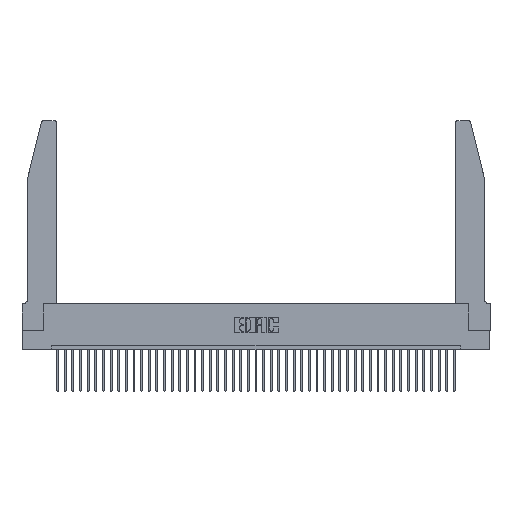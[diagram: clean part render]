
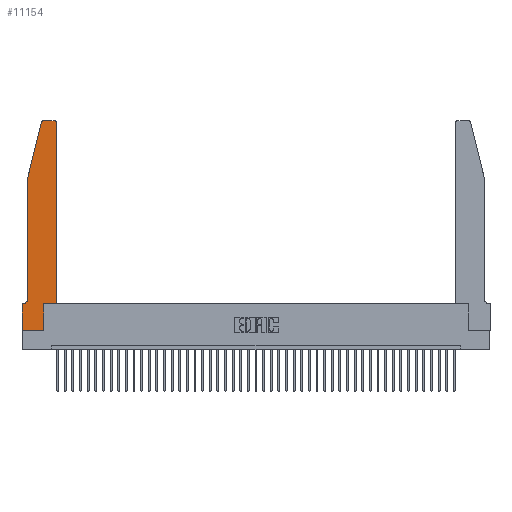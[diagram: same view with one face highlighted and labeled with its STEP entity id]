
A CAD part, top view. The second image highlights one B-rep face of the part: STEP entity #11154.
In plain terms, the highlighted planar face has unit normal (0, 0, 1).
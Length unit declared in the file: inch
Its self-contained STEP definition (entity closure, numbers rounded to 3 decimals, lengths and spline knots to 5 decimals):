
#284 = VECTOR ( 'NONE', #21915, 39.37008 ) ;
#495 = CARTESIAN_POINT ( 'NONE',  ( 0., 0., 0.37 ) ) ;
#644 = CARTESIAN_POINT ( 'NONE',  ( 0.0755, 2., 0.37 ) ) ;
#1064 = VERTEX_POINT ( 'NONE', #8312 ) ;
#1085 = VERTEX_POINT ( 'NONE', #7879 ) ;
#1414 = CARTESIAN_POINT ( 'NONE',  ( 0.0055, 0.42, 0.37 ) ) ;
#1569 = DIRECTION ( 'NONE',  ( -1., 0., 0. ) ) ;
#2399 = EDGE_CURVE ( 'NONE', #34415, #11720, #34090, .T. ) ;
#3091 = ORIENTED_EDGE ( 'NONE', *, *, #2399, .T. ) ;
#3629 = CARTESIAN_POINT ( 'NONE',  ( 0., 0., 0.37 ) ) ;
#3745 = EDGE_CURVE ( 'NONE', #32980, #41031, #27782, .T. ) ;
#4091 = EDGE_CURVE ( 'NONE', #41568, #5656, #20451, .T. ) ;
#4230 = VERTEX_POINT ( 'NONE', #29064 ) ;
#4273 = ORIENTED_EDGE ( 'NONE', *, *, #32842, .T. ) ;
#5158 = CARTESIAN_POINT ( 'NONE',  ( 0.4205, 2.72, 0.37 ) ) ;
#5393 = EDGE_CURVE ( 'NONE', #11720, #41568, #39671, .T. ) ;
#5656 = VERTEX_POINT ( 'NONE', #35991 ) ;
#6127 = ORIENTED_EDGE ( 'NONE', *, *, #9983, .T. ) ;
#6247 = AXIS2_PLACEMENT_3D ( 'NONE', #26668, #19943, #39567 ) ;
#7219 = FACE_OUTER_BOUND ( 'NONE', #42002, .T. ) ;
#7756 = CARTESIAN_POINT ( 'NONE',  ( 0., 0.35, 0.37 ) ) ;
#7879 = CARTESIAN_POINT ( 'NONE',  ( 0.284, 2.75, 0.37 ) ) ;
#8227 = VERTEX_POINT ( 'NONE', #42070 ) ;
#8312 = CARTESIAN_POINT ( 'NONE',  ( 0.25487, 2.72718, 0.37 ) ) ;
#8719 = DIRECTION ( 'NONE',  ( -1., 0., 0. ) ) ;
#9983 = EDGE_CURVE ( 'NONE', #1085, #1064, #35974, .T. ) ;
#11154 = ADVANCED_FACE ( 'NONE', ( #7219 ), #34180, .T. ) ;
#11207 = AXIS2_PLACEMENT_3D ( 'NONE', #1414, #14981, #1569 ) ;
#11720 = VERTEX_POINT ( 'NONE', #29589 ) ;
#11821 = EDGE_CURVE ( 'NONE', #1064, #34415, #38486, .T. ) ;
#12364 = EDGE_CURVE ( 'NONE', #4230, #1085, #31685, .T. ) ;
#12749 = CARTESIAN_POINT ( 'NONE',  ( 0.2865, 0., 0.37 ) ) ;
#12761 = CARTESIAN_POINT ( 'NONE',  ( 0.0755, 2., 0.37 ) ) ;
#13170 = ORIENTED_EDGE ( 'NONE', *, *, #43085, .T. ) ;
#13605 = LINE ( 'NONE', #33123, #20933 ) ;
#14101 = CARTESIAN_POINT ( 'NONE',  ( 0.4505, 0.35, 0.37 ) ) ;
#14306 = VECTOR ( 'NONE', #30999, 39.37008 ) ;
#14981 = DIRECTION ( 'NONE',  ( 0., 0., -1. ) ) ;
#15221 = DIRECTION ( 'NONE',  ( 1., 0., 0. ) ) ;
#16375 = ORIENTED_EDGE ( 'NONE', *, *, #11821, .T. ) ;
#16794 = AXIS2_PLACEMENT_3D ( 'NONE', #5158, #28519, #15221 ) ;
#16995 = LINE ( 'NONE', #3629, #27457 ) ;
#18045 = LINE ( 'NONE', #24978, #284 ) ;
#19943 = DIRECTION ( 'NONE',  ( 0., 0., 1. ) ) ;
#20451 = LINE ( 'NONE', #38717, #27251 ) ;
#20933 = VECTOR ( 'NONE', #26632, 39.37008 ) ;
#21915 = DIRECTION ( 'NONE',  ( 0., 1., 0. ) ) ;
#22246 = EDGE_CURVE ( 'NONE', #35600, #8227, #18045, .T. ) ;
#23021 = ORIENTED_EDGE ( 'NONE', *, *, #31902, .T. ) ;
#23072 = ORIENTED_EDGE ( 'NONE', *, *, #4091, .T. ) ;
#23634 = EDGE_CURVE ( 'NONE', #5656, #26926, #42926, .T. ) ;
#24204 = ORIENTED_EDGE ( 'NONE', *, *, #3745, .T. ) ;
#24423 = VECTOR ( 'NONE', #8719, 39.37008 ) ;
#24469 = VECTOR ( 'NONE', #36178, 39.37008 ) ;
#24978 = CARTESIAN_POINT ( 'NONE',  ( 0.4505, 0.35, 0.37 ) ) ;
#25735 = VECTOR ( 'NONE', #33194, 39.37008 ) ;
#26352 = VECTOR ( 'NONE', #37330, 39.37008 ) ;
#26632 = DIRECTION ( 'NONE',  ( 1., 0., 0. ) ) ;
#26668 = CARTESIAN_POINT ( 'NONE',  ( 0.284, 2.72, 0.37 ) ) ;
#26687 = CARTESIAN_POINT ( 'NONE',  ( 0.2865, 0.35, 0.37 ) ) ;
#26715 = CARTESIAN_POINT ( 'NONE',  ( 0.2865, 0.35, 0.37 ) ) ;
#26801 = ORIENTED_EDGE ( 'NONE', *, *, #12364, .T. ) ;
#26926 = VERTEX_POINT ( 'NONE', #40064 ) ;
#27251 = VECTOR ( 'NONE', #28898, 39.37008 ) ;
#27457 = VECTOR ( 'NONE', #33751, 39.37008 ) ;
#27533 = ORIENTED_EDGE ( 'NONE', *, *, #23634, .T. ) ;
#27782 = LINE ( 'NONE', #26715, #25735 ) ;
#28170 = ORIENTED_EDGE ( 'NONE', *, *, #5393, .T. ) ;
#28519 = DIRECTION ( 'NONE',  ( 0., 0., 1. ) ) ;
#28898 = DIRECTION ( 'NONE',  ( -1., 0., 0. ) ) ;
#29064 = CARTESIAN_POINT ( 'NONE',  ( 0.4205, 2.75, 0.37 ) ) ;
#29589 = CARTESIAN_POINT ( 'NONE',  ( 0.0755, 0.42, 0.37 ) ) ;
#30693 = CARTESIAN_POINT ( 'NONE',  ( 0.0755, 2., 0.37 ) ) ;
#30861 = ORIENTED_EDGE ( 'NONE', *, *, #22246, .T. ) ;
#30999 = DIRECTION ( 'NONE',  ( 0., -1., 0. ) ) ;
#31163 = DIRECTION ( 'NONE',  ( 0., 0., 1. ) ) ;
#31465 = DIRECTION ( 'NONE',  ( 1., 0., 0. ) ) ;
#31685 = LINE ( 'NONE', #32193, #24423 ) ;
#31902 = EDGE_CURVE ( 'NONE', #26926, #32980, #16995, .T. ) ;
#32193 = CARTESIAN_POINT ( 'NONE',  ( 0.2605, 2.75, 0.37 ) ) ;
#32842 = EDGE_CURVE ( 'NONE', #8227, #4230, #36683, .T. ) ;
#32980 = VERTEX_POINT ( 'NONE', #12749 ) ;
#33123 = CARTESIAN_POINT ( 'NONE',  ( 0.4505, 0.35, 0.37 ) ) ;
#33194 = DIRECTION ( 'NONE',  ( 0., 1., 0. ) ) ;
#33751 = DIRECTION ( 'NONE',  ( 1., 0., 0. ) ) ;
#34090 = LINE ( 'NONE', #30693, #14306 ) ;
#34180 = PLANE ( 'NONE',  #36423 ) ;
#34415 = VERTEX_POINT ( 'NONE', #644 ) ;
#35600 = VERTEX_POINT ( 'NONE', #14101 ) ;
#35974 = CIRCLE ( 'NONE', #6247, 0.03 ) ;
#35991 = CARTESIAN_POINT ( 'NONE',  ( 0., 0.35, 0.37 ) ) ;
#36178 = DIRECTION ( 'NONE',  ( -0.239, -0.971, 0. ) ) ;
#36423 = AXIS2_PLACEMENT_3D ( 'NONE', #7756, #31163, #31465 ) ;
#36683 = CIRCLE ( 'NONE', #16794, 0.03 ) ;
#37330 = DIRECTION ( 'NONE',  ( 0., -1., 0. ) ) ;
#38486 = LINE ( 'NONE', #12761, #24469 ) ;
#38717 = CARTESIAN_POINT ( 'NONE',  ( 0.0755, 0.35, 0.37 ) ) ;
#39567 = DIRECTION ( 'NONE',  ( 1., 0., 0. ) ) ;
#39671 = CIRCLE ( 'NONE', #11207, 0.07 ) ;
#40064 = CARTESIAN_POINT ( 'NONE',  ( 0., 0., 0.37 ) ) ;
#41031 = VERTEX_POINT ( 'NONE', #26687 ) ;
#41568 = VERTEX_POINT ( 'NONE', #43025 ) ;
#42002 = EDGE_LOOP ( 'NONE', ( #26801, #6127, #16375, #3091, #28170, #23072, #27533, #23021, #24204, #13170, #30861, #4273 ) ) ;
#42070 = CARTESIAN_POINT ( 'NONE',  ( 0.4505, 2.72, 0.37 ) ) ;
#42926 = LINE ( 'NONE', #495, #26352 ) ;
#43025 = CARTESIAN_POINT ( 'NONE',  ( 0.0055, 0.35, 0.37 ) ) ;
#43085 = EDGE_CURVE ( 'NONE', #41031, #35600, #13605, .T. ) ;
